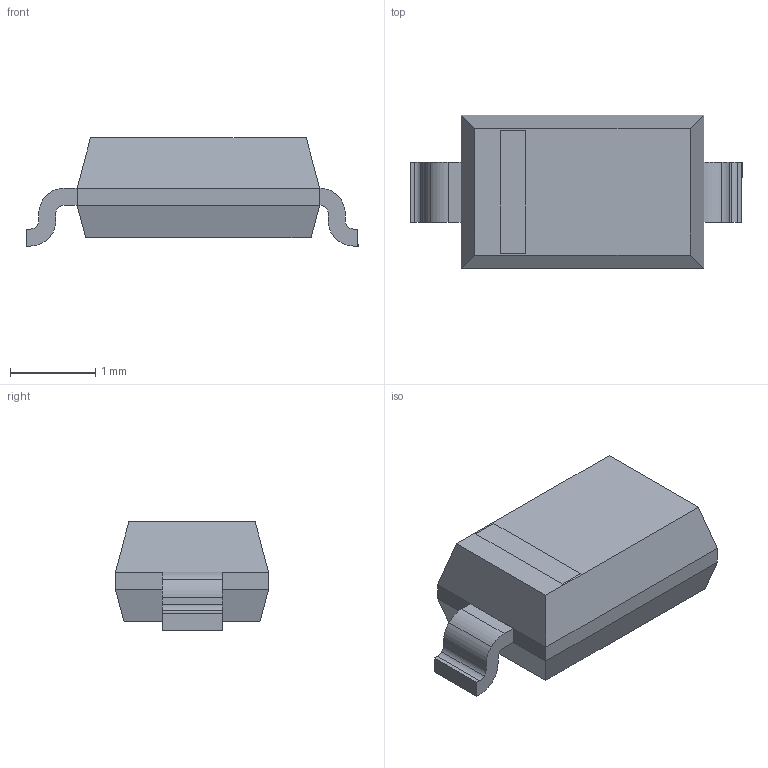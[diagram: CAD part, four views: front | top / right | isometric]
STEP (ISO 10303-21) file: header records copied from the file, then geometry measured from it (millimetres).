
FILE_DESCRIPTION((''),'2;1');
FILE_NAME('SOD3816X118N(SOD123)dwg.stp','2009-11-25T11:25:10',(''),(''),'Mechanical Desktop 2006','Mechanical Desktop 2006',', , ');
FILE_SCHEMA(('AUTOMOTIVE_DESIGN { 1 2 10303 214 0 1 1 1 }'));
Length unit declared in the file: millimetre
Products named in the file (1): Product
Bounding box: 3.9 x 1.8 x 1.27 mm (x, y, z)
Volume: 5.7 mm3; surface area: 23.5 mm2
Topology: 4 solids, 4 shells, 61 faces, 148 edges, 96 vertices
Faces by surface type: plane 35, bspline 18, cylinder 8
Entity records: 1930 total; most frequent: CARTESIAN_POINT 472, ORIENTED_EDGE 296, DIRECTION 268, EDGE_CURVE 148, VECTOR 116, LINE 116, VERTEX_POINT 96, AXIS2_PLACEMENT_3D 76
